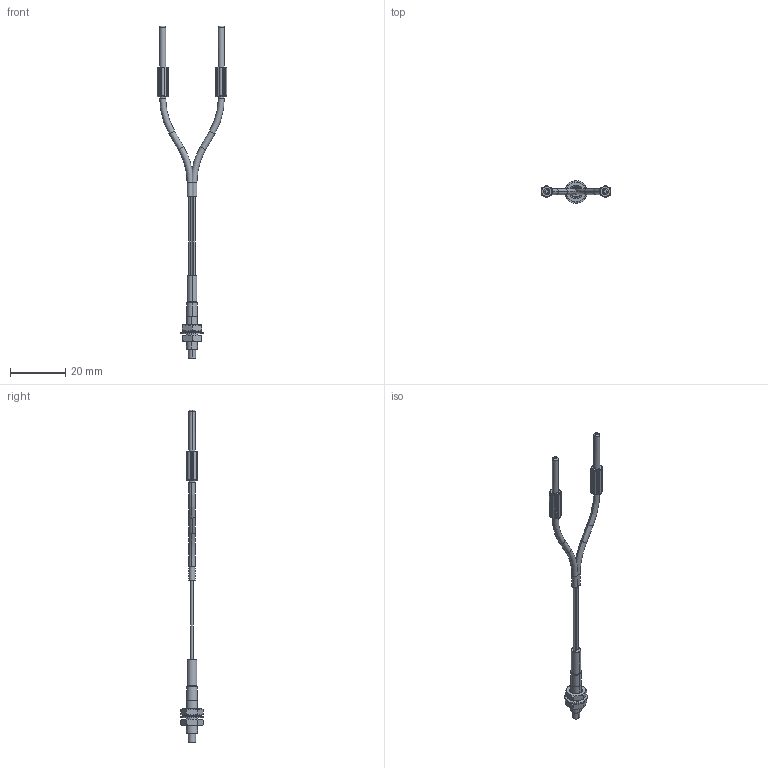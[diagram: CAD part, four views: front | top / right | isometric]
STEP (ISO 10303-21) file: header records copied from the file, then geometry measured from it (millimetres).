
FILE_DESCRIPTION((''),'2;1');
FILE_NAME('CAD2361_SW0001','2016-08-19T',('cmozuch'),(''),'PRO/ENGINEER BY PARAMETRIC TECHNOLOGY CORPORATION, 2015440','PRO/ENGINEER BY PARAMETRIC TECHNOLOGY CORPORATION, 2015440','');
FILE_SCHEMA(('CONFIG_CONTROL_DESIGN'));
Length unit declared in the file: millimetre
Products named in the file (1): CAD2361_SW0001
Bounding box: 25.31 x 8.28 x 120.62 mm (x, y, z)
Volume: 1183.1 mm3; surface area: 1877.4 mm2
Topology: 2 solids, 2 shells, 387 faces, 958 edges, 589 vertices
Faces by surface type: cylinder 158, bspline 96, plane 59, torus 38, cone 34, extrusion 2
Entity records: 22144 total; most frequent: CARTESIAN_POINT 10940, ORIENTED_EDGE 1916, DIRECTION 1574, EDGE_CURVE 958, AXIS2_PLACEMENT_3D 653, VERTEX_POINT 589, EDGE_LOOP 405, PRESENTATION_STYLE_ASSIGNMENT 389
